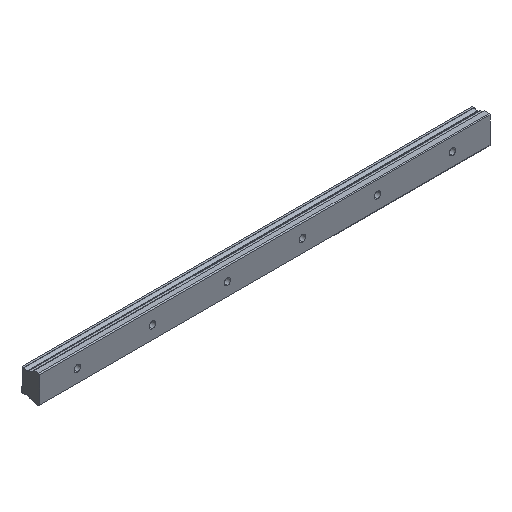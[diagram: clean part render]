
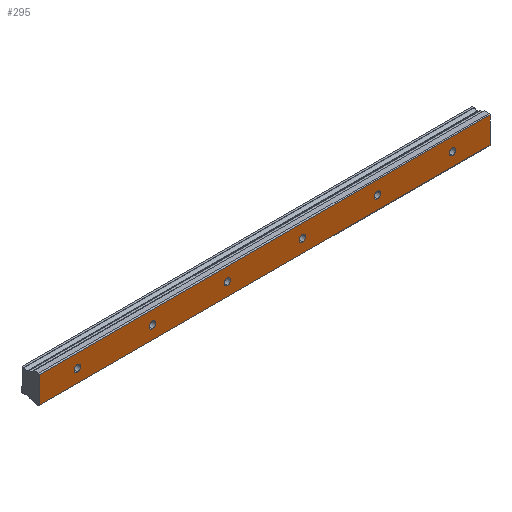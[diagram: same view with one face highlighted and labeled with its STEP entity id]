
A CAD part, isometric view. The second image highlights one B-rep face of the part: STEP entity #295.
In plain terms, the highlighted planar face has unit normal (0, -1, 0).
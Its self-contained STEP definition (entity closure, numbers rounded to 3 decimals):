
#3 = ORIENTED_EDGE ( 'NONE', *, *, #1013, .F. ) ;
#7 = CARTESIAN_POINT ( 'NONE',  ( 160., 0., -1.75 ) ) ;
#14 = ORIENTED_EDGE ( 'NONE', *, *, #1602, .F. ) ;
#38 = DIRECTION ( 'NONE',  ( 0., -1., 0. ) ) ;
#41 = VERTEX_POINT ( 'NONE', #1338 ) ;
#54 = VERTEX_POINT ( 'NONE', #1168 ) ;
#56 = VERTEX_POINT ( 'NONE', #1199 ) ;
#62 = DIRECTION ( 'NONE',  ( -1., 0., 0. ) ) ;
#79 = EDGE_CURVE ( 'NONE', #309, #56, #289, .T. ) ;
#91 = AXIS2_PLACEMENT_3D ( 'NONE', #392, #949, #134 ) ;
#105 = VERTEX_POINT ( 'NONE', #919 ) ;
#111 = VERTEX_POINT ( 'NONE', #394 ) ;
#115 = DIRECTION ( 'NONE',  ( 0., 0., 1. ) ) ;
#129 = ORIENTED_EDGE ( 'NONE', *, *, #1618, .F. ) ;
#134 = DIRECTION ( 'NONE',  ( 0., 0., 1. ) ) ;
#137 = DIRECTION ( 'NONE',  ( 0., -1., 0. ) ) ;
#143 = LINE ( 'NONE', #835, #1334 ) ;
#152 = CARTESIAN_POINT ( 'NONE',  ( 0., 0., 1.75 ) ) ;
#166 = EDGE_LOOP ( 'NONE', ( #14, #753 ) ) ;
#183 = VERTEX_POINT ( 'NONE', #962 ) ;
#185 = CARTESIAN_POINT ( 'NONE',  ( 220., 0., 7. ) ) ;
#192 = DIRECTION ( 'NONE',  ( 0., -1., 0. ) ) ;
#197 = FACE_BOUND ( 'NONE', #853, .T. ) ;
#204 = FACE_OUTER_BOUND ( 'NONE', #901, .T. ) ;
#209 = AXIS2_PLACEMENT_3D ( 'NONE', #872, #192, #736 ) ;
#232 = DIRECTION ( 'NONE',  ( 0., -1., 0. ) ) ;
#252 = CARTESIAN_POINT ( 'NONE',  ( 220., 0., 7. ) ) ;
#261 = AXIS2_PLACEMENT_3D ( 'NONE', #1144, #743, #593 ) ;
#274 = EDGE_CURVE ( 'NONE', #349, #808, #143, .T. ) ;
#278 = ORIENTED_EDGE ( 'NONE', *, *, #625, .F. ) ;
#289 = CIRCLE ( 'NONE', #968, 1.75 ) ;
#295 = ADVANCED_FACE ( 'NONE', ( #204, #1655, #1664, #197, #1267, #453, #757 ), #878, .F. ) ;
#309 = VERTEX_POINT ( 'NONE', #1002 ) ;
#319 = DIRECTION ( 'NONE',  ( 0., 0., 1. ) ) ;
#332 = EDGE_CURVE ( 'NONE', #1198, #105, #1050, .T. ) ;
#336 = EDGE_CURVE ( 'NONE', #111, #349, #1259, .T. ) ;
#349 = VERTEX_POINT ( 'NONE', #1275 ) ;
#351 = DIRECTION ( 'NONE',  ( 0., 0., 1. ) ) ;
#358 = EDGE_CURVE ( 'NONE', #1429, #183, #1023, .T. ) ;
#372 = AXIS2_PLACEMENT_3D ( 'NONE', #185, #1526, #866 ) ;
#382 = DIRECTION ( 'NONE',  ( 0., 0., 1. ) ) ;
#389 = DIRECTION ( 'NONE',  ( 0., 0., 1. ) ) ;
#392 = CARTESIAN_POINT ( 'NONE',  ( 0., 0., 0. ) ) ;
#394 = CARTESIAN_POINT ( 'NONE',  ( 220., 0., -7. ) ) ;
#421 = ORIENTED_EDGE ( 'NONE', *, *, #358, .F. ) ;
#422 = VERTEX_POINT ( 'NONE', #1157 ) ;
#443 = ORIENTED_EDGE ( 'NONE', *, *, #274, .F. ) ;
#444 = ORIENTED_EDGE ( 'NONE', *, *, #1507, .F. ) ;
#453 = FACE_BOUND ( 'NONE', #166, .T. ) ;
#462 = AXIS2_PLACEMENT_3D ( 'NONE', #1631, #38, #351 ) ;
#470 = CARTESIAN_POINT ( 'NONE',  ( 120., 0., 0. ) ) ;
#486 = CIRCLE ( 'NONE', #1468, 1.75 ) ;
#491 = CARTESIAN_POINT ( 'NONE',  ( 40., 0., 1.75 ) ) ;
#495 = EDGE_LOOP ( 'NONE', ( #591, #1261 ) ) ;
#508 = DIRECTION ( 'NONE',  ( 0., -1., 0. ) ) ;
#530 = CARTESIAN_POINT ( 'NONE',  ( 160., 0., 0. ) ) ;
#573 = CIRCLE ( 'NONE', #91, 1.75 ) ;
#577 = EDGE_CURVE ( 'NONE', #788, #111, #925, .T. ) ;
#586 = EDGE_LOOP ( 'NONE', ( #129, #278 ) ) ;
#588 = EDGE_CURVE ( 'NONE', #105, #1198, #769, .T. ) ;
#591 = ORIENTED_EDGE ( 'NONE', *, *, #963, .F. ) ;
#593 = DIRECTION ( 'NONE',  ( 0., 0., 1. ) ) ;
#602 = VERTEX_POINT ( 'NONE', #152 ) ;
#625 = EDGE_CURVE ( 'NONE', #41, #602, #573, .T. ) ;
#634 = CIRCLE ( 'NONE', #1251, 1.75 ) ;
#653 = CARTESIAN_POINT ( 'NONE',  ( 0., 0., 0. ) ) ;
#659 = VERTEX_POINT ( 'NONE', #1495 ) ;
#661 = CIRCLE ( 'NONE', #1107, 1.75 ) ;
#663 = AXIS2_PLACEMENT_3D ( 'NONE', #1315, #508, #115 ) ;
#665 = VECTOR ( 'NONE', #62, 1000. ) ;
#685 = VECTOR ( 'NONE', #1461, 1000. ) ;
#701 = EDGE_CURVE ( 'NONE', #808, #788, #1274, .T. ) ;
#709 = DIRECTION ( 'NONE',  ( 0., -1., 0. ) ) ;
#736 = DIRECTION ( 'NONE',  ( 0., 0., 1. ) ) ;
#737 = ORIENTED_EDGE ( 'NONE', *, *, #701, .F. ) ;
#743 = DIRECTION ( 'NONE',  ( 0., -1., 0. ) ) ;
#753 = ORIENTED_EDGE ( 'NONE', *, *, #79, .F. ) ;
#757 = FACE_BOUND ( 'NONE', #1729, .T. ) ;
#767 = CARTESIAN_POINT ( 'NONE',  ( 220., 0., 7. ) ) ;
#769 = CIRCLE ( 'NONE', #1689, 1.75 ) ;
#788 = VERTEX_POINT ( 'NONE', #767 ) ;
#798 = EDGE_LOOP ( 'NONE', ( #444, #3 ) ) ;
#808 = VERTEX_POINT ( 'NONE', #1000 ) ;
#823 = AXIS2_PLACEMENT_3D ( 'NONE', #1694, #1028, #1563 ) ;
#835 = CARTESIAN_POINT ( 'NONE',  ( -20., 0., 7. ) ) ;
#838 = CARTESIAN_POINT ( 'NONE',  ( 120., 0., -1.75 ) ) ;
#853 = EDGE_LOOP ( 'NONE', ( #1293, #1728 ) ) ;
#866 = DIRECTION ( 'NONE',  ( 0., 0., 1. ) ) ;
#872 = CARTESIAN_POINT ( 'NONE',  ( 160., 0., 0. ) ) ;
#878 = PLANE ( 'NONE',  #372 ) ;
#901 = EDGE_LOOP ( 'NONE', ( #981, #1649, #737, #443 ) ) ;
#905 = DIRECTION ( 'NONE',  ( 0., -1., 0. ) ) ;
#919 = CARTESIAN_POINT ( 'NONE',  ( 160., 0., 1.75 ) ) ;
#925 = LINE ( 'NONE', #252, #685 ) ;
#949 = DIRECTION ( 'NONE',  ( 0., -1., 0. ) ) ;
#962 = CARTESIAN_POINT ( 'NONE',  ( 40., 0., -1.75 ) ) ;
#963 = EDGE_CURVE ( 'NONE', #54, #422, #1606, .T. ) ;
#968 = AXIS2_PLACEMENT_3D ( 'NONE', #1435, #232, #1735 ) ;
#981 = ORIENTED_EDGE ( 'NONE', *, *, #336, .F. ) ;
#1000 = CARTESIAN_POINT ( 'NONE',  ( -20., 0., 7. ) ) ;
#1002 = CARTESIAN_POINT ( 'NONE',  ( 80., 0., -1.75 ) ) ;
#1013 = EDGE_CURVE ( 'NONE', #1361, #659, #486, .T. ) ;
#1023 = CIRCLE ( 'NONE', #261, 1.75 ) ;
#1028 = DIRECTION ( 'NONE',  ( 0., -1., 0. ) ) ;
#1050 = CIRCLE ( 'NONE', #209, 1.75 ) ;
#1062 = DIRECTION ( 'NONE',  ( 0., -1., 0. ) ) ;
#1106 = ORIENTED_EDGE ( 'NONE', *, *, #1181, .F. ) ;
#1107 = AXIS2_PLACEMENT_3D ( 'NONE', #1184, #1464, #382 ) ;
#1144 = CARTESIAN_POINT ( 'NONE',  ( 40., 0., 0. ) ) ;
#1157 = CARTESIAN_POINT ( 'NONE',  ( 200., 0., -1.75 ) ) ;
#1168 = CARTESIAN_POINT ( 'NONE',  ( 200., 0., 1.75 ) ) ;
#1181 = EDGE_CURVE ( 'NONE', #183, #1429, #1499, .T. ) ;
#1184 = CARTESIAN_POINT ( 'NONE',  ( 200., 0., 0. ) ) ;
#1198 = VERTEX_POINT ( 'NONE', #7 ) ;
#1199 = CARTESIAN_POINT ( 'NONE',  ( 80., 0., 1.75 ) ) ;
#1217 = CIRCLE ( 'NONE', #1306, 1.75 ) ;
#1251 = AXIS2_PLACEMENT_3D ( 'NONE', #653, #137, #389 ) ;
#1259 = LINE ( 'NONE', #1411, #665 ) ;
#1261 = ORIENTED_EDGE ( 'NONE', *, *, #1628, .F. ) ;
#1267 = FACE_BOUND ( 'NONE', #798, .T. ) ;
#1274 = LINE ( 'NONE', #1386, #1718 ) ;
#1275 = CARTESIAN_POINT ( 'NONE',  ( -20., 0., -7. ) ) ;
#1293 = ORIENTED_EDGE ( 'NONE', *, *, #588, .F. ) ;
#1306 = AXIS2_PLACEMENT_3D ( 'NONE', #1349, #1062, #1594 ) ;
#1315 = CARTESIAN_POINT ( 'NONE',  ( 40., 0., 0. ) ) ;
#1334 = VECTOR ( 'NONE', #319, 1000. ) ;
#1338 = CARTESIAN_POINT ( 'NONE',  ( 0., 0., -1.75 ) ) ;
#1349 = CARTESIAN_POINT ( 'NONE',  ( 80., 0., 0. ) ) ;
#1361 = VERTEX_POINT ( 'NONE', #838 ) ;
#1386 = CARTESIAN_POINT ( 'NONE',  ( 220., 0., 7. ) ) ;
#1411 = CARTESIAN_POINT ( 'NONE',  ( 220., 0., -7. ) ) ;
#1429 = VERTEX_POINT ( 'NONE', #491 ) ;
#1435 = CARTESIAN_POINT ( 'NONE',  ( 80., 0., 0. ) ) ;
#1441 = CIRCLE ( 'NONE', #823, 1.75 ) ;
#1461 = DIRECTION ( 'NONE',  ( 0., 0., -1. ) ) ;
#1464 = DIRECTION ( 'NONE',  ( 0., -1., 0. ) ) ;
#1468 = AXIS2_PLACEMENT_3D ( 'NONE', #470, #905, #1559 ) ;
#1495 = CARTESIAN_POINT ( 'NONE',  ( 120., 0., 1.75 ) ) ;
#1499 = CIRCLE ( 'NONE', #663, 1.75 ) ;
#1507 = EDGE_CURVE ( 'NONE', #659, #1361, #1441, .T. ) ;
#1526 = DIRECTION ( 'NONE',  ( 0., 1., 0. ) ) ;
#1559 = DIRECTION ( 'NONE',  ( 0., 0., 1. ) ) ;
#1563 = DIRECTION ( 'NONE',  ( 0., 0., 1. ) ) ;
#1564 = DIRECTION ( 'NONE',  ( 1., 0., 0. ) ) ;
#1594 = DIRECTION ( 'NONE',  ( 0., 0., 1. ) ) ;
#1602 = EDGE_CURVE ( 'NONE', #56, #309, #1217, .T. ) ;
#1606 = CIRCLE ( 'NONE', #462, 1.75 ) ;
#1614 = DIRECTION ( 'NONE',  ( 0., 0., 1. ) ) ;
#1618 = EDGE_CURVE ( 'NONE', #602, #41, #634, .T. ) ;
#1628 = EDGE_CURVE ( 'NONE', #422, #54, #661, .T. ) ;
#1631 = CARTESIAN_POINT ( 'NONE',  ( 200., 0., 0. ) ) ;
#1649 = ORIENTED_EDGE ( 'NONE', *, *, #577, .F. ) ;
#1655 = FACE_BOUND ( 'NONE', #586, .T. ) ;
#1664 = FACE_BOUND ( 'NONE', #495, .T. ) ;
#1689 = AXIS2_PLACEMENT_3D ( 'NONE', #530, #709, #1614 ) ;
#1694 = CARTESIAN_POINT ( 'NONE',  ( 120., 0., 0. ) ) ;
#1718 = VECTOR ( 'NONE', #1564, 1000. ) ;
#1728 = ORIENTED_EDGE ( 'NONE', *, *, #332, .F. ) ;
#1729 = EDGE_LOOP ( 'NONE', ( #421, #1106 ) ) ;
#1735 = DIRECTION ( 'NONE',  ( 0., 0., 1. ) ) ;
